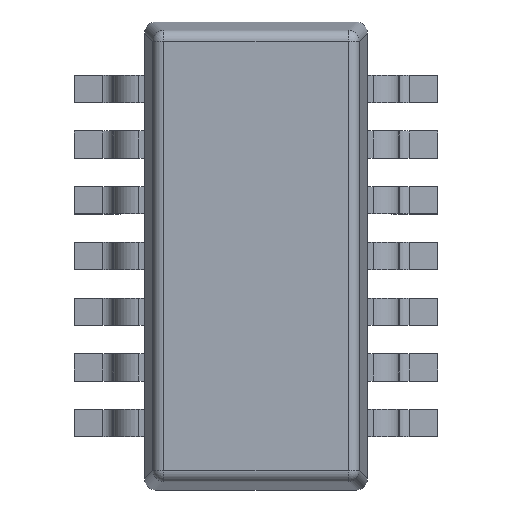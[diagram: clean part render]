
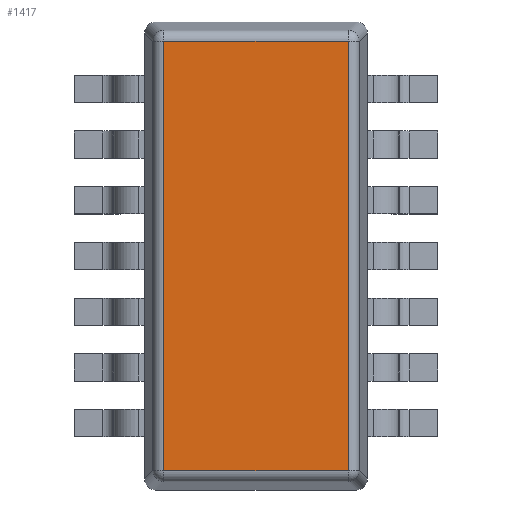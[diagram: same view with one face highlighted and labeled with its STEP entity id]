
A CAD part, top view. The second image highlights one B-rep face of the part: STEP entity #1417.
In plain terms, the highlighted face is planar.
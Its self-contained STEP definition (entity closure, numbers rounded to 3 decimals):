
#630=DIRECTION('',(0.,0.,1.));
#631=VECTOR('',#630,3.855);
#632=CARTESIAN_POINT('',(-0.827,0.55,-1.927));
#633=LINE('',#632,#631);
#637=DIRECTION('',(-1.,0.,0.));
#638=VECTOR('',#637,1.655);
#639=CARTESIAN_POINT('',(0.827,0.55,-1.927));
#640=LINE('',#639,#638);
#644=DIRECTION('',(0.,0.,-1.));
#645=VECTOR('',#644,3.855);
#646=CARTESIAN_POINT('',(0.827,0.55,1.927));
#647=LINE('',#646,#645);
#651=DIRECTION('',(1.,0.,0.));
#652=VECTOR('',#651,1.655);
#653=CARTESIAN_POINT('',(-0.827,0.55,1.927));
#654=LINE('',#653,#652);
#803=CARTESIAN_POINT('',(-0.827,0.55,-1.927));
#804=CARTESIAN_POINT('',(-0.827,0.55,1.927));
#805=VERTEX_POINT('',#803);
#806=VERTEX_POINT('',#804);
#811=CARTESIAN_POINT('',(0.827,0.55,1.927));
#812=CARTESIAN_POINT('',(0.827,0.55,-1.927));
#813=VERTEX_POINT('',#811);
#814=VERTEX_POINT('',#812);
#1406=CARTESIAN_POINT('',(0.,0.55,0.));
#1407=DIRECTION('',(0.,1.,0.));
#1408=DIRECTION('',(1.,0.,0.));
#1409=AXIS2_PLACEMENT_3D('',#1406,#1407,#1408);
#1410=PLANE('',#1409);
#1411=ORIENTED_EDGE('',*,*,#1330,.F.);
#1412=ORIENTED_EDGE('',*,*,#1397,.F.);
#1413=ORIENTED_EDGE('',*,*,#1239,.F.);
#1414=ORIENTED_EDGE('',*,*,#1268,.F.);
#1415=EDGE_LOOP('',(#1411,#1412,#1413,#1414));
#1416=FACE_OUTER_BOUND('',#1415,.F.);
#1239=EDGE_CURVE('',#813,#814,#647,.T.);
#1268=EDGE_CURVE('',#806,#813,#654,.T.);
#1330=EDGE_CURVE('',#805,#806,#633,.T.);
#1397=EDGE_CURVE('',#814,#805,#640,.T.);
#1417=ADVANCED_FACE('',(#1416),#1410,.T.);
